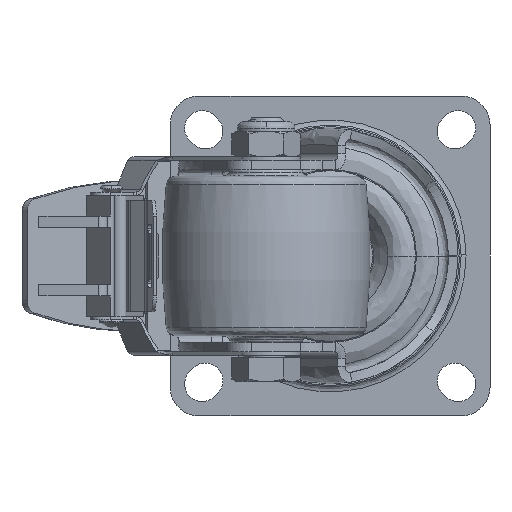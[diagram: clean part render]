
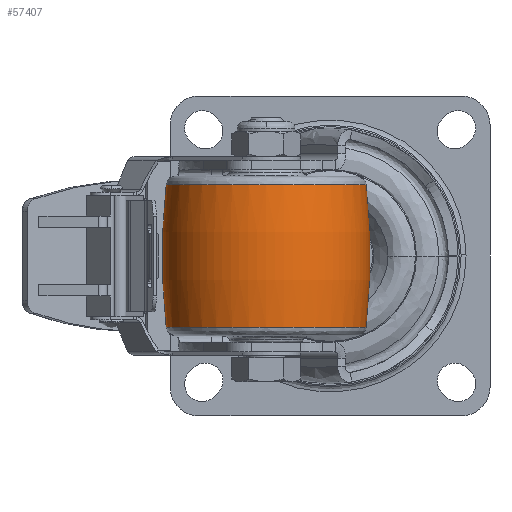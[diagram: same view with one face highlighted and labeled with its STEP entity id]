
A CAD part, front view. The second image highlights one B-rep face of the part: STEP entity #57407.
In plain terms, the highlighted toroidal (fillet/blend) face has major radius 167.5 mm and minor radius 200 mm.
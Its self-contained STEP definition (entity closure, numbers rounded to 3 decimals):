
#3069 = DIRECTION ( 'NONE',  ( 0., 0., 1. ) ) ;
#3882 = CARTESIAN_POINT ( 'NONE',  ( -20., -50.8, 22.335 ) ) ;
#4191 = DIRECTION ( 'NONE',  ( 0., 0., -1. ) ) ;
#4905 = VERTEX_POINT ( 'NONE', #37531 ) ;
#5210 = DIRECTION ( 'NONE',  ( 0., 1., 0. ) ) ;
#7662 = EDGE_CURVE ( 'NONE', #18366, #4905, #17059, .T. ) ;
#8339 = AXIS2_PLACEMENT_3D ( 'NONE', #37745, #5210, #47725 ) ;
#9579 = TOROIDAL_SURFACE ( 'NONE', #40621, -167.5, 200. ) ;
#9676 = CARTESIAN_POINT ( 'NONE',  ( -51.249, -50.8, 22.335 ) ) ;
#10455 = FACE_OUTER_BOUND ( 'NONE', #25685, .T. ) ;
#10883 = ORIENTED_EDGE ( 'NONE', *, *, #30945, .T. ) ;
#12173 = DIRECTION ( 'NONE',  ( 1., 0., 0. ) ) ;
#12653 = ORIENTED_EDGE ( 'NONE', *, *, #7662, .T. ) ;
#12907 = ORIENTED_EDGE ( 'NONE', *, *, #16548, .F. ) ;
#13375 = CARTESIAN_POINT ( 'NONE',  ( -20., -50.8, 0. ) ) ;
#16548 = EDGE_CURVE ( 'NONE', #27176, #51033, #18055, .T. ) ;
#17059 = CIRCLE ( 'NONE', #57740, 200. ) ;
#18055 = CIRCLE ( 'NONE', #8339, 200. ) ;
#18182 = AXIS2_PLACEMENT_3D ( 'NONE', #3882, #4191, #22715 ) ;
#18366 = VERTEX_POINT ( 'NONE', #44169 ) ;
#22715 = DIRECTION ( 'NONE',  ( -0.998, 0.063, 0. ) ) ;
#24558 = CIRCLE ( 'NONE', #51723, 31.249 ) ;
#25685 = EDGE_LOOP ( 'NONE', ( #12907, #10883, #12653, #40614 ) ) ;
#26710 = DIRECTION ( 'NONE',  ( -0.998, 0.063, 0. ) ) ;
#27176 = VERTEX_POINT ( 'NONE', #29580 ) ;
#29580 = CARTESIAN_POINT ( 'NONE',  ( -51.249, -50.8, -22.335 ) ) ;
#30945 = EDGE_CURVE ( 'NONE', #27176, #18366, #24558, .T. ) ;
#31905 = CARTESIAN_POINT ( 'NONE',  ( -20., -50.8, -22.335 ) ) ;
#33241 = EDGE_CURVE ( 'NONE', #4905, #51033, #44347, .T. ) ;
#37531 = CARTESIAN_POINT ( 'NONE',  ( 11.249, -50.8, 22.335 ) ) ;
#37745 = CARTESIAN_POINT ( 'NONE',  ( 147.5, -50.8, 0. ) ) ;
#39525 = DIRECTION ( 'NONE',  ( 0., 0., -1. ) ) ;
#40614 = ORIENTED_EDGE ( 'NONE', *, *, #33241, .T. ) ;
#40621 = AXIS2_PLACEMENT_3D ( 'NONE', #13375, #3069, #12173 ) ;
#44169 = CARTESIAN_POINT ( 'NONE',  ( 11.249, -50.8, -22.335 ) ) ;
#44347 = CIRCLE ( 'NONE', #18182, 31.249 ) ;
#47725 = DIRECTION ( 'NONE',  ( 0., 0., 1. ) ) ;
#51033 = VERTEX_POINT ( 'NONE', #9676 ) ;
#51723 = AXIS2_PLACEMENT_3D ( 'NONE', #31905, #54348, #26710 ) ;
#53174 = DIRECTION ( 'NONE',  ( 0., -1., 0. ) ) ;
#54348 = DIRECTION ( 'NONE',  ( 0., 0., 1. ) ) ;
#57407 = ADVANCED_FACE ( 'NONE', ( #10455 ), #9579, .T. ) ;
#57436 = CARTESIAN_POINT ( 'NONE',  ( -187.5, -50.8, 0. ) ) ;
#57740 = AXIS2_PLACEMENT_3D ( 'NONE', #57436, #53174, #39525 ) ;
